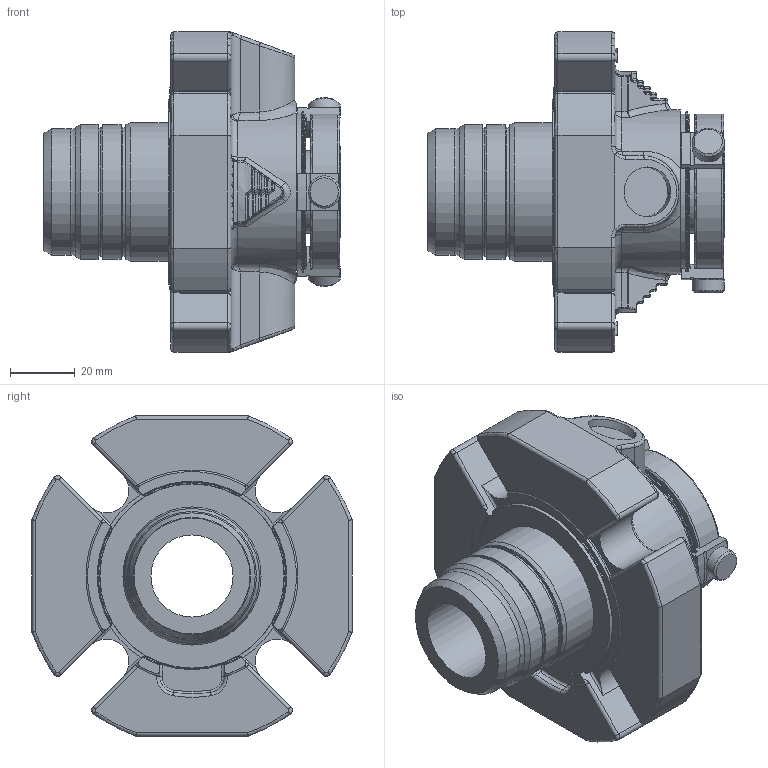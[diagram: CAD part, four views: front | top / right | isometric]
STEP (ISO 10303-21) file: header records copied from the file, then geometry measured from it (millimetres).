
FILE_DESCRIPTION(/* description */ ('Unknown'),/* implementation_level */ '2;1');
FILE_NAME(/* name */ '1.0',/* time_stamp */ '2023-01-30T11:42:35+00:00',/* author */ ('Unknown'),/* organization */ ('Unknown'),/* preprocessor_version */ 'ST-DEVELOPER v16.7',/* originating_system */ 'Solid Edge',/* authorisation */ 'Unknown');
FILE_SCHEMA (('AUTOMOTIVE_DESIGN {1 0 10303 214 3 1 1}'));
Length unit declared in the file: millimetre
Products named in the file (1): 1.0
Bounding box: 92 x 99.06 x 99.06 mm (x, y, z)
Volume: 226462.2 mm3; surface area: 48631.1 mm2
Topology: 1 solids, 1 shells, 810 faces, 2019 edges, 1215 vertices
Faces by surface type: cylinder 324, plane 224, torus 121, bspline 68, sphere 40, cone 33
Full cylindrical faces by diameter (mm): 3.118 x2, 10 x3, 15.342 x2, 25.4 x1, 25.502 x1, 28.245 x1, 39.065 x1, 39.726 x2, 41.58 x1, 41.808 x1, 42.748 x1, 48.158 x3, 49.682 x1, 54.331 x1, 57 x1, 57.277 x1, 57.683 x1
Entity records: 24584 total; most frequent: CARTESIAN_POINT 5808, DIRECTION 4050, ORIENTED_EDGE 3858, EDGE_CURVE 1929, AXIS2_PLACEMENT_3D 1618, VERTEX_POINT 1194, EDGE_LOOP 899, FACE_BOUND 899
